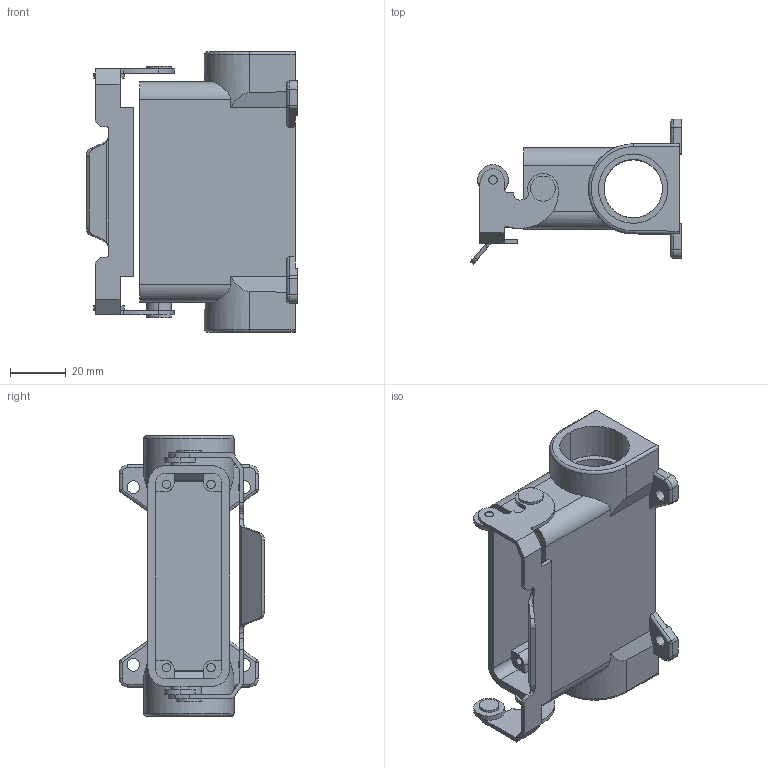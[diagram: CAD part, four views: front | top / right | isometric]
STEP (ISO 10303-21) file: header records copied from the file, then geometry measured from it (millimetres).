
FILE_DESCRIPTION(('Creo Elements/Direct Modeling STEP Export'),'2;1');
FILE_NAME('0ln7uvk4aa4g5ir4972','2017-04-20T 9:00:44',(''),(''),'PTC Creo Elements/Direct Modeling STEP processor for AP214 (Solid Model)','PTC Creo Elements/Direct Modeling 19.0E 27-Jun-2016 (C) Parametric Technology GmbH','');
FILE_SCHEMA(('AUTOMOTIVE_DESIGN { 1 0 10303 214 1 1 1 1 }'));
Length unit declared in the file: millimetre
Products named in the file (2): MZ7PE_25_L225
Assembly tree (1 placements, depth 2):
  MZ7PE_25_L225
    MZ7PE_25_L225
Bounding box: 76.23 x 52.29 x 101 mm (x, y, z)
Volume: 55927.3 mm3; surface area: 37309.2 mm2
Topology: 1 solids, 7 shells, 289 faces, 782 edges, 526 vertices
Faces by surface type: plane 141, cylinder 138, torus 6, sphere 4
Entity records: 13098 total; most frequent: CARTESIAN_POINT 3601, ORIENTED_EDGE 1556, DIRECTION 1433, EDGE_CURVE 778, VERTEX_POINT 526, AXIS2_PLACEMENT_3D 491, VECTOR 451, LINE 451
